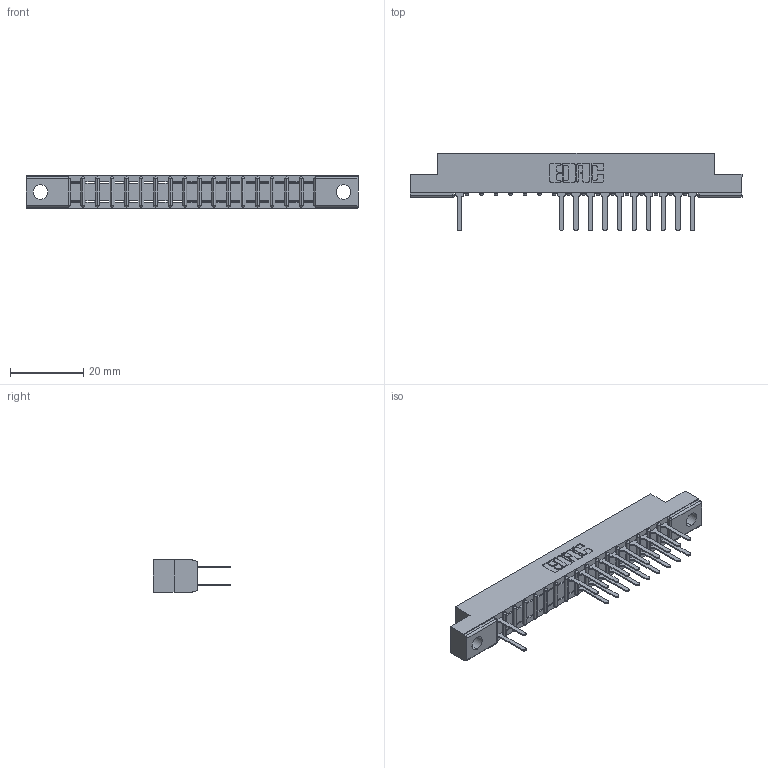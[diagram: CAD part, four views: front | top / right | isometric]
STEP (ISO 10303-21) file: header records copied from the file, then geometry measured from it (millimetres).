
FILE_DESCRIPTION (( 'STEP AP203' ), '1' );
FILE_NAME ('307-034-522-202.STEP', '2018-08-05T06:21:31', ( '' ), ( '' ), 'SwSTEP 2.0', 'SolidWorks 2016', '' );
FILE_SCHEMA (( 'CONFIG_CONTROL_DESIGN' ));
Length unit declared in the file: inch
Products named in the file (3): 307 Part_.128 Dia Mounting Holes; 307-290-001_522; 307-034-522-202
Assembly tree (22 placements, depth 2):
  307-034-522-202
    307 Part_.128 Dia Mounting Holes
    307-290-001_522  x21
Bounding box: 90.37 x 21.11 x 8.71 mm (x, y, z)
Volume: 5701 mm3; surface area: 8898.2 mm2
Topology: 22 solids, 22 shells, 1232 faces, 3469 edges, 2234 vertices
Faces by surface type: plane 799, cylinder 397, sphere 36
Entity records: 17754 total; most frequent: CARTESIAN_POINT 2964, ORIENTED_EDGE 2946, DIRECTION 2901, EDGE_CURVE 1473, LINE 1119, VECTOR 1119, VERTEX_POINT 954, AXIS2_PLACEMENT_3D 891
